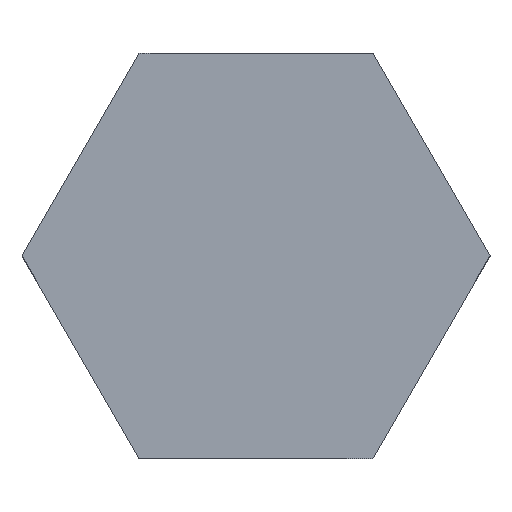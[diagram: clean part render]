
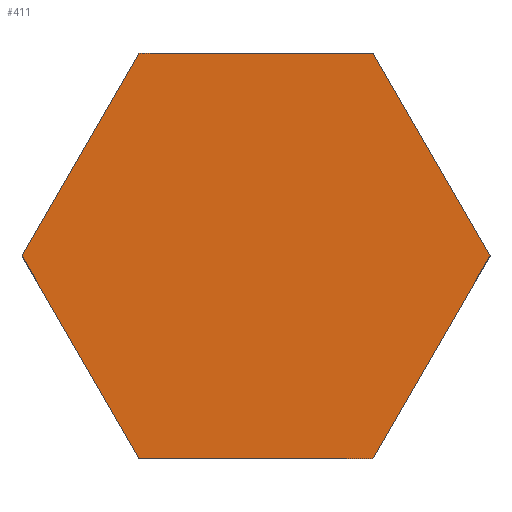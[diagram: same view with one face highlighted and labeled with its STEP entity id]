
A CAD part, top view. The second image highlights one B-rep face of the part: STEP entity #411.
In plain terms, the highlighted planar face has unit normal (0, 0, 1).
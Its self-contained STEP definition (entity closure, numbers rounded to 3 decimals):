
#25=PLANE('',#451);
#44=FACE_OUTER_BOUND('',#68,.T.);
#68=EDGE_LOOP('',(#336,#337,#338,#339,#340,#341));
#123=LINE('',#1234,#151);
#125=LINE('',#1238,#153);
#127=LINE('',#1242,#155);
#129=LINE('',#1246,#157);
#131=LINE('',#1250,#159);
#133=LINE('',#1253,#161);
#151=VECTOR('',#505,10.);
#153=VECTOR('',#509,10.);
#155=VECTOR('',#513,10.);
#157=VECTOR('',#517,10.);
#159=VECTOR('',#521,10.);
#161=VECTOR('',#525,10.);
#194=VERTEX_POINT('',#1231);
#195=VERTEX_POINT('',#1233);
#196=VERTEX_POINT('',#1237);
#197=VERTEX_POINT('',#1241);
#198=VERTEX_POINT('',#1245);
#199=VERTEX_POINT('',#1249);
#244=EDGE_CURVE('',#195,#194,#123,.T.);
#246=EDGE_CURVE('',#196,#195,#125,.T.);
#248=EDGE_CURVE('',#197,#196,#127,.T.);
#250=EDGE_CURVE('',#198,#197,#129,.T.);
#252=EDGE_CURVE('',#199,#198,#131,.T.);
#254=EDGE_CURVE('',#194,#199,#133,.T.);
#336=ORIENTED_EDGE('',*,*,#254,.T.);
#337=ORIENTED_EDGE('',*,*,#252,.T.);
#338=ORIENTED_EDGE('',*,*,#250,.T.);
#339=ORIENTED_EDGE('',*,*,#248,.T.);
#340=ORIENTED_EDGE('',*,*,#246,.T.);
#341=ORIENTED_EDGE('',*,*,#244,.T.);
#411=ADVANCED_FACE('',(#44),#25,.T.);
#451=AXIS2_PLACEMENT_3D('',#1254,#526,#527);
#505=DIRECTION('',(1.,0.,0.));
#509=DIRECTION('',(0.5,-0.866,0.));
#513=DIRECTION('',(-0.5,-0.866,0.));
#517=DIRECTION('',(-1.,0.,0.));
#521=DIRECTION('',(-0.5,0.866,0.));
#525=DIRECTION('',(0.5,0.866,0.));
#526=DIRECTION('center_axis',(0.,0.,1.));
#527=DIRECTION('ref_axis',(1.,0.,0.));
#1231=CARTESIAN_POINT('',(5.,-8.66,19.));
#1233=CARTESIAN_POINT('',(-5.,-8.66,19.));
#1234=CARTESIAN_POINT('',(-5.,-8.66,19.));
#1237=CARTESIAN_POINT('',(-10.,0.,19.));
#1238=CARTESIAN_POINT('',(-10.,0.,19.));
#1241=CARTESIAN_POINT('',(-5.,8.66,19.));
#1242=CARTESIAN_POINT('',(-5.,8.66,19.));
#1245=CARTESIAN_POINT('',(5.,8.66,19.));
#1246=CARTESIAN_POINT('',(5.,8.66,19.));
#1249=CARTESIAN_POINT('',(10.,0.,19.));
#1250=CARTESIAN_POINT('',(10.,0.,19.));
#1253=CARTESIAN_POINT('',(5.,-8.66,19.));
#1254=CARTESIAN_POINT('Origin',(0.,0.,19.));
